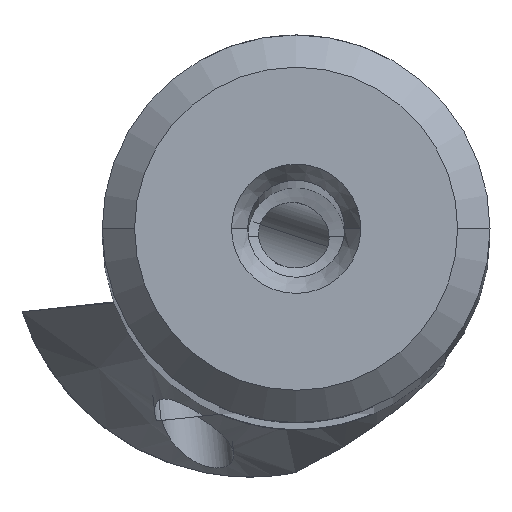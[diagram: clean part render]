
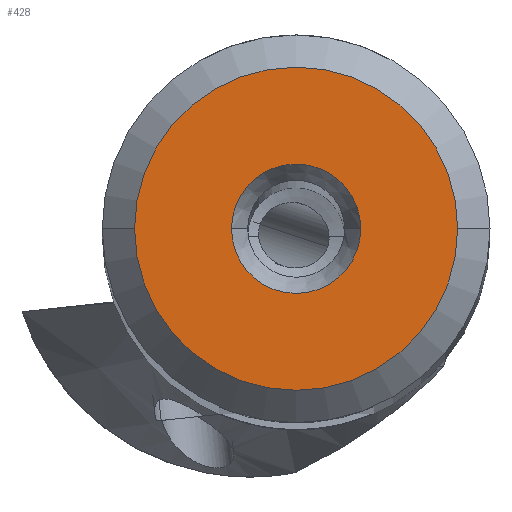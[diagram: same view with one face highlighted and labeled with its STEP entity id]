
A CAD part, top view. The second image highlights one B-rep face of the part: STEP entity #428.
In plain terms, the highlighted planar face has unit normal (0, 0, 1).
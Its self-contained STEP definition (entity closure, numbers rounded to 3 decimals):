
#63=FACE_BOUND('',#638,.T.);
#64=FACE_BOUND('',#639,.T.);
#100=PLANE('',#2167);
#428=ADVANCED_FACE('',(#63,#64),#100,.T.);
#638=EDGE_LOOP('',(#1170,#1171,#1172,#1173));
#639=EDGE_LOOP('',(#1174,#1175));
#1170=ORIENTED_EDGE('',*,*,#1780,.T.);
#1171=ORIENTED_EDGE('',*,*,#1781,.T.);
#1172=ORIENTED_EDGE('',*,*,#1782,.T.);
#1173=ORIENTED_EDGE('',*,*,#1783,.T.);
#1174=ORIENTED_EDGE('',*,*,#1784,.T.);
#1175=ORIENTED_EDGE('',*,*,#1779,.T.);
#1512=VERTEX_POINT('',#4157);
#1513=VERTEX_POINT('',#4159);
#1514=VERTEX_POINT('',#4163);
#1515=VERTEX_POINT('',#4164);
#1516=VERTEX_POINT('',#4166);
#1517=VERTEX_POINT('',#4168);
#1779=EDGE_CURVE('',#1512,#1513,#1921,.T.);
#1780=EDGE_CURVE('',#1514,#1515,#1922,.T.);
#1781=EDGE_CURVE('',#1515,#1516,#1923,.T.);
#1782=EDGE_CURVE('',#1516,#1517,#1924,.T.);
#1783=EDGE_CURVE('',#1517,#1514,#1925,.T.);
#1784=EDGE_CURVE('',#1513,#1512,#1926,.T.);
#1921=CIRCLE('',#2160,2.);
#1922=CIRCLE('',#2162,5.);
#1923=CIRCLE('',#2163,5.);
#1924=CIRCLE('',#2164,5.);
#1925=CIRCLE('',#2165,5.);
#1926=CIRCLE('',#2166,2.);
#2160=AXIS2_PLACEMENT_3D('',#4160,#2570,#2571);
#2162=AXIS2_PLACEMENT_3D('',#4162,#2574,#2575);
#2163=AXIS2_PLACEMENT_3D('',#4165,#2576,#2577);
#2164=AXIS2_PLACEMENT_3D('',#4167,#2578,#2579);
#2165=AXIS2_PLACEMENT_3D('',#4169,#2580,#2581);
#2166=AXIS2_PLACEMENT_3D('',#4170,#2582,#2583);
#2167=AXIS2_PLACEMENT_3D('',#4171,#2584,#2585);
#2570=DIRECTION('',(0.,0.,-1.));
#2571=DIRECTION('',(-1.,0.,0.));
#2574=DIRECTION('',(0.,0.,1.));
#2575=DIRECTION('',(0.,-1.,0.));
#2576=DIRECTION('',(0.,0.,1.));
#2577=DIRECTION('',(1.,0.,0.));
#2578=DIRECTION('',(0.,0.,1.));
#2579=DIRECTION('',(0.,1.,0.));
#2580=DIRECTION('',(0.,0.,1.));
#2581=DIRECTION('',(-1.,0.,0.));
#2582=DIRECTION('',(0.,0.,-1.));
#2583=DIRECTION('',(1.,0.,0.));
#2584=DIRECTION('',(0.,0.,1.));
#2585=DIRECTION('',(-1.,0.,0.));
#4157=CARTESIAN_POINT('',(-2.,0.,0.));
#4159=CARTESIAN_POINT('',(2.,0.,0.));
#4160=CARTESIAN_POINT('',(0.,0.,0.));
#4162=CARTESIAN_POINT('',(0.,0.,0.));
#4163=CARTESIAN_POINT('',(0.,-5.,0.));
#4164=CARTESIAN_POINT('',(5.,0.,0.));
#4165=CARTESIAN_POINT('',(0.,0.,0.));
#4166=CARTESIAN_POINT('',(0.,5.,0.));
#4167=CARTESIAN_POINT('',(0.,0.,0.));
#4168=CARTESIAN_POINT('',(-5.,0.,0.));
#4169=CARTESIAN_POINT('',(0.,0.,0.));
#4170=CARTESIAN_POINT('',(0.,0.,0.));
#4171=CARTESIAN_POINT('',(0.,0.,0.));
